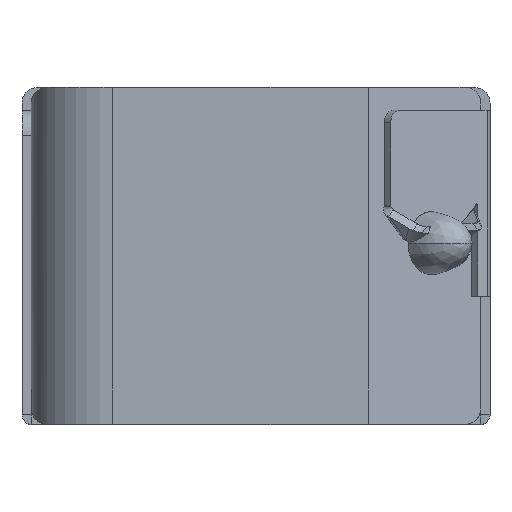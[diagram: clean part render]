
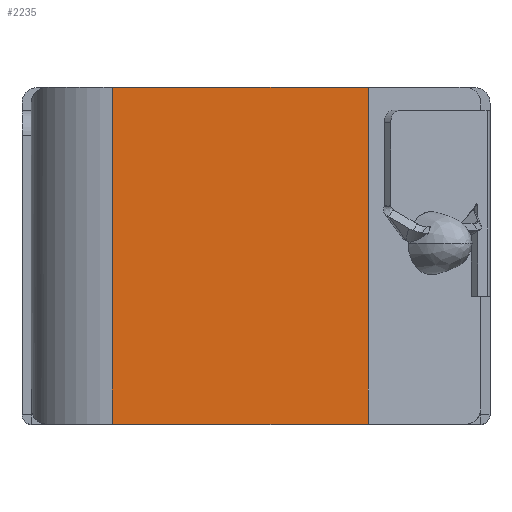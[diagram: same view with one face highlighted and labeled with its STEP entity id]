
A CAD part, top view. The second image highlights one B-rep face of the part: STEP entity #2235.
In plain terms, the highlighted planar face has unit normal (0, 0, 1).
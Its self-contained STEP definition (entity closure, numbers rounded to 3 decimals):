
#243 = DIRECTION ( 'NONE',  ( 1., 0., 0. ) ) ;
#282 = VERTEX_POINT ( 'NONE', #7342 ) ;
#404 = DIRECTION ( 'NONE',  ( 1., 0., 0. ) ) ;
#525 = VERTEX_POINT ( 'NONE', #6492 ) ;
#588 = VECTOR ( 'NONE', #243, 1000. ) ;
#807 = CARTESIAN_POINT ( 'NONE',  ( 1.8, 5.4, 3.5 ) ) ;
#1037 = VERTEX_POINT ( 'NONE', #1638 ) ;
#1056 = ORIENTED_EDGE ( 'NONE', *, *, #5477, .T. ) ;
#1547 = ORIENTED_EDGE ( 'NONE', *, *, #2689, .F. ) ;
#1638 = CARTESIAN_POINT ( 'NONE',  ( 1.8, 0., 3.5 ) ) ;
#1751 = CARTESIAN_POINT ( 'NONE',  ( -2.3, -10.042, 3.5 ) ) ;
#2026 = FACE_OUTER_BOUND ( 'NONE', #3461, .T. ) ;
#2235 = ADVANCED_FACE ( 'NONE', ( #2026 ), #2664, .T. ) ;
#2548 = LINE ( 'NONE', #6404, #2901 ) ;
#2630 = CARTESIAN_POINT ( 'NONE',  ( -2.3, 0., 3.5 ) ) ;
#2664 = PLANE ( 'NONE',  #7354 ) ;
#2689 = EDGE_CURVE ( 'NONE', #1037, #282, #2778, .T. ) ;
#2778 = LINE ( 'NONE', #2630, #4538 ) ;
#2846 = VECTOR ( 'NONE', #2871, 1000. ) ;
#2871 = DIRECTION ( 'NONE',  ( 0., 1., 0. ) ) ;
#2901 = VECTOR ( 'NONE', #3443, 1000. ) ;
#3105 = VERTEX_POINT ( 'NONE', #807 ) ;
#3391 = EDGE_CURVE ( 'NONE', #282, #525, #6022, .T. ) ;
#3443 = DIRECTION ( 'NONE',  ( 0., 1., 0. ) ) ;
#3461 = EDGE_LOOP ( 'NONE', ( #1547, #1056, #6944, #6124 ) ) ;
#3798 = DIRECTION ( 'NONE',  ( 0., 0., 1. ) ) ;
#4115 = EDGE_CURVE ( 'NONE', #525, #3105, #4774, .T. ) ;
#4538 = VECTOR ( 'NONE', #7065, 1000. ) ;
#4774 = LINE ( 'NONE', #5323, #588 ) ;
#5323 = CARTESIAN_POINT ( 'NONE',  ( -2.3, 5.4, 3.5 ) ) ;
#5477 = EDGE_CURVE ( 'NONE', #1037, #3105, #2548, .T. ) ;
#6022 = LINE ( 'NONE', #1751, #2846 ) ;
#6124 = ORIENTED_EDGE ( 'NONE', *, *, #3391, .F. ) ;
#6404 = CARTESIAN_POINT ( 'NONE',  ( 1.8, -10.042, 3.5 ) ) ;
#6492 = CARTESIAN_POINT ( 'NONE',  ( -2.3, 5.4, 3.5 ) ) ;
#6944 = ORIENTED_EDGE ( 'NONE', *, *, #4115, .F. ) ;
#7065 = DIRECTION ( 'NONE',  ( -1., 0., 0. ) ) ;
#7195 = CARTESIAN_POINT ( 'NONE',  ( -2.3, -10.042, 3.5 ) ) ;
#7342 = CARTESIAN_POINT ( 'NONE',  ( -2.3, 0., 3.5 ) ) ;
#7354 = AXIS2_PLACEMENT_3D ( 'NONE', #7195, #3798, #404 ) ;
